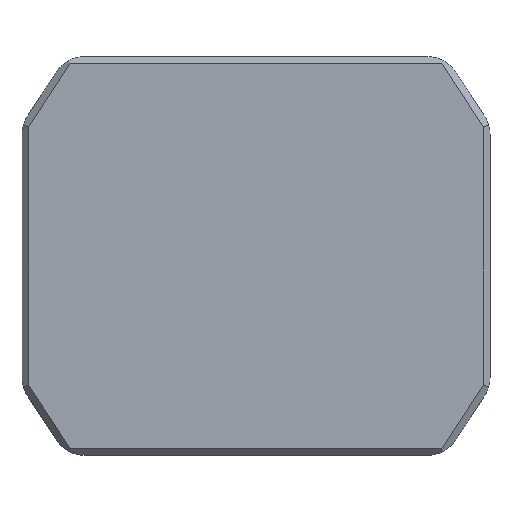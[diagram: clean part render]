
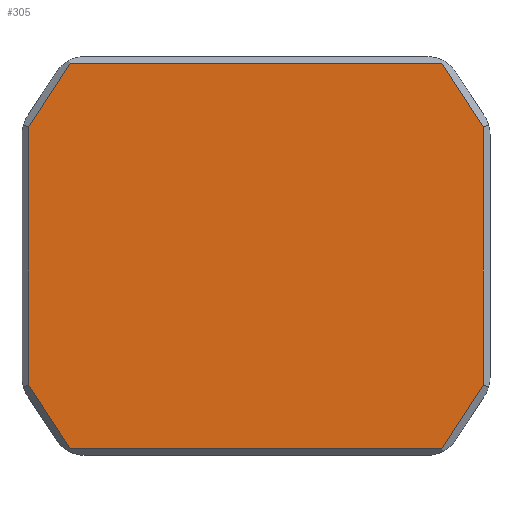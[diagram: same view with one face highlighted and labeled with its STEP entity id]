
A CAD part, top view. The second image highlights one B-rep face of the part: STEP entity #305.
In plain terms, the highlighted free-form (B-spline) face has degree [1, 1] with [2, 2] control points.
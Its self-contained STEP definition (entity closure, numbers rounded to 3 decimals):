
#305 = ADVANCED_FACE('',(#306),#364,.T.);
#306 = FACE_BOUND('',#307,.T.);
#307 = EDGE_LOOP('',(#308,#317,#324,#331,#338,#345,#352,#359));
#308 = ORIENTED_EDGE('',*,*,#309,.T.);
#309 = EDGE_CURVE('',#310,#312,#314,.T.);
#310 = VERTEX_POINT('',#311);
#311 = CARTESIAN_POINT('',(12.257,-6.978,
    6.456));
#312 = VERTEX_POINT('',#313);
#313 = CARTESIAN_POINT('',(12.257,6.978,6.456
    ));
#314 = B_SPLINE_CURVE_WITH_KNOTS('',1,(#315,#316),.UNSPECIFIED.,.F.,.F.,
  (2,2),(0.,14.915),.PIECEWISE_BEZIER_KNOTS.);
#315 = CARTESIAN_POINT('',(12.257,-6.978,
    6.456));
#316 = CARTESIAN_POINT('',(12.257,6.978,6.456
    ));
#317 = ORIENTED_EDGE('',*,*,#318,.T.);
#318 = EDGE_CURVE('',#312,#319,#321,.T.);
#319 = VERTEX_POINT('',#320);
#320 = CARTESIAN_POINT('',(10.033,10.385,
    6.456));
#321 = B_SPLINE_CURVE_WITH_KNOTS('',1,(#322,#323),.UNSPECIFIED.,.F.,.F.,
  (2,2),(0.,4.349),.PIECEWISE_BEZIER_KNOTS.);
#322 = CARTESIAN_POINT('',(12.257,6.978,6.456
    ));
#323 = CARTESIAN_POINT('',(10.033,10.385,
    6.456));
#324 = ORIENTED_EDGE('',*,*,#325,.T.);
#325 = EDGE_CURVE('',#319,#326,#328,.T.);
#326 = VERTEX_POINT('',#327);
#327 = CARTESIAN_POINT('',(-10.033,10.385,6.456)
  );
#328 = B_SPLINE_CURVE_WITH_KNOTS('',1,(#329,#330),.UNSPECIFIED.,.F.,.F.,
  (2,2),(-0.,21.446),.PIECEWISE_BEZIER_KNOTS.);
#329 = CARTESIAN_POINT('',(10.033,10.385,
    6.456));
#330 = CARTESIAN_POINT('',(-10.033,10.385,6.456)
  );
#331 = ORIENTED_EDGE('',*,*,#332,.T.);
#332 = EDGE_CURVE('',#326,#333,#335,.T.);
#333 = VERTEX_POINT('',#334);
#334 = CARTESIAN_POINT('',(-12.257,6.978,6.456
    ));
#335 = B_SPLINE_CURVE_WITH_KNOTS('',1,(#336,#337),.UNSPECIFIED.,.F.,.F.,
  (2,2),(-0.,4.349),.PIECEWISE_BEZIER_KNOTS.);
#336 = CARTESIAN_POINT('',(-10.033,10.385,6.456)
  );
#337 = CARTESIAN_POINT('',(-12.257,6.978,6.456
    ));
#338 = ORIENTED_EDGE('',*,*,#339,.T.);
#339 = EDGE_CURVE('',#333,#340,#342,.T.);
#340 = VERTEX_POINT('',#341);
#341 = CARTESIAN_POINT('',(-12.257,-6.978,
    6.456));
#342 = B_SPLINE_CURVE_WITH_KNOTS('',1,(#343,#344),.UNSPECIFIED.,.F.,.F.,
  (2,2),(0.,14.915),.PIECEWISE_BEZIER_KNOTS.);
#343 = CARTESIAN_POINT('',(-12.257,6.978,6.456
    ));
#344 = CARTESIAN_POINT('',(-12.257,-6.978,
    6.456));
#345 = ORIENTED_EDGE('',*,*,#346,.T.);
#346 = EDGE_CURVE('',#340,#347,#349,.T.);
#347 = VERTEX_POINT('',#348);
#348 = CARTESIAN_POINT('',(-10.033,-10.385,6.456)
  );
#349 = B_SPLINE_CURVE_WITH_KNOTS('',1,(#350,#351),.UNSPECIFIED.,.F.,.F.,
  (2,2),(0.,4.349),.PIECEWISE_BEZIER_KNOTS.);
#350 = CARTESIAN_POINT('',(-12.257,-6.978,
    6.456));
#351 = CARTESIAN_POINT('',(-10.033,-10.385,
    6.456));
#352 = ORIENTED_EDGE('',*,*,#353,.T.);
#353 = EDGE_CURVE('',#347,#354,#356,.T.);
#354 = VERTEX_POINT('',#355);
#355 = CARTESIAN_POINT('',(10.033,-10.385,6.456
    ));
#356 = B_SPLINE_CURVE_WITH_KNOTS('',1,(#357,#358),.UNSPECIFIED.,.F.,.F.,
  (2,2),(0.,21.446),.PIECEWISE_BEZIER_KNOTS.);
#357 = CARTESIAN_POINT('',(-10.033,-10.385,6.456)
  );
#358 = CARTESIAN_POINT('',(10.033,-10.385,6.456
    ));
#359 = ORIENTED_EDGE('',*,*,#360,.T.);
#360 = EDGE_CURVE('',#354,#310,#361,.T.);
#361 = B_SPLINE_CURVE_WITH_KNOTS('',1,(#362,#363),.UNSPECIFIED.,.F.,.F.,
  (2,2),(0.,4.349),.PIECEWISE_BEZIER_KNOTS.);
#362 = CARTESIAN_POINT('',(10.033,-10.385,6.456
    ));
#363 = CARTESIAN_POINT('',(12.257,-6.978,
    6.456));
#364 = B_SPLINE_SURFACE_WITH_KNOTS('',1,1,(
    (#365,#366)
    ,(#367,#368
    )),.UNSPECIFIED.,.F.,.F.,.F.,(2,2),(2,2),(-13.1,13.1
    ),(-11.1,11.1),.PIECEWISE_BEZIER_KNOTS.);
#365 = CARTESIAN_POINT('',(-12.257,-10.385,
    6.456));
#366 = CARTESIAN_POINT('',(-12.257,10.385,
    6.456));
#367 = CARTESIAN_POINT('',(12.257,-10.385,
    6.456));
#368 = CARTESIAN_POINT('',(12.257,10.385,
    6.456));
